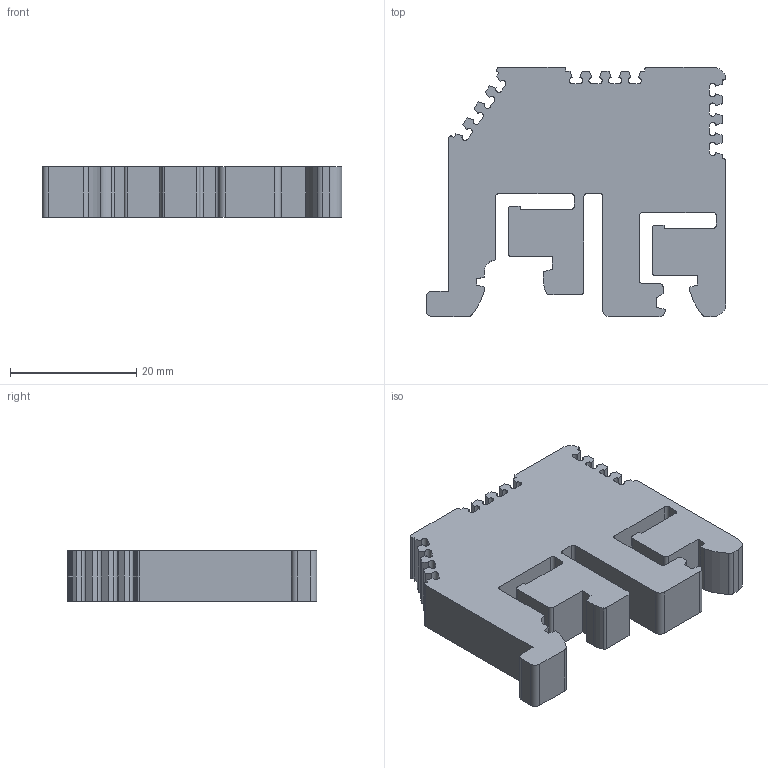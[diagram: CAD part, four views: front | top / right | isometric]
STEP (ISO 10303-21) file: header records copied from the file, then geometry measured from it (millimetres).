
FILE_DESCRIPTION (( 'STEP AP214' ), '1' );
FILE_NAME ('495039_WGD 1_Grey.STP', '2013-11-18T07:44:19', ( 'arge' ), ( 'Microsoft' ), 'SwSTEP 2.0', 'SolidWorks 2013', '' );
FILE_SCHEMA (( 'AUTOMOTIVE_DESIGN' ));
Length unit declared in the file: millimetre
Products named in the file (1): 495039_WGD 1_Grey
Bounding box: 47.5 x 39.5 x 8 mm (x, y, z)
Volume: 10629.9 mm3; surface area: 5700.2 mm2
Topology: 1 solids, 1 shells, 188 faces, 552 edges, 368 vertices
Faces by surface type: plane 113, cylinder 75
Entity records: 8368 total; most frequent: CARTESIAN_POINT 1109, ORIENTED_EDGE 1104, DIRECTION 1080, EDGE_CURVE 552, LINE 402, VECTOR 402, VERTEX_POINT 368, AXIS2_PLACEMENT_3D 339
